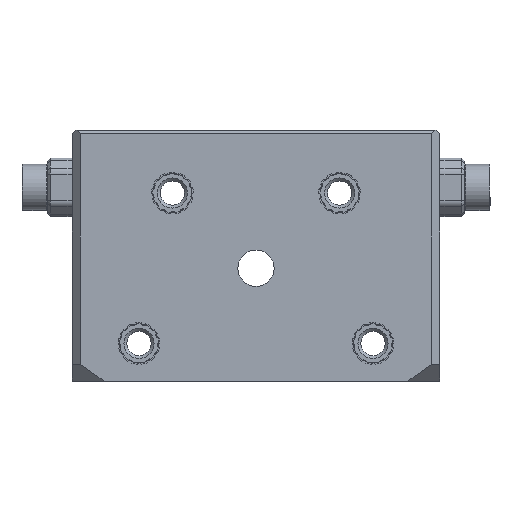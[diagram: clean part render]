
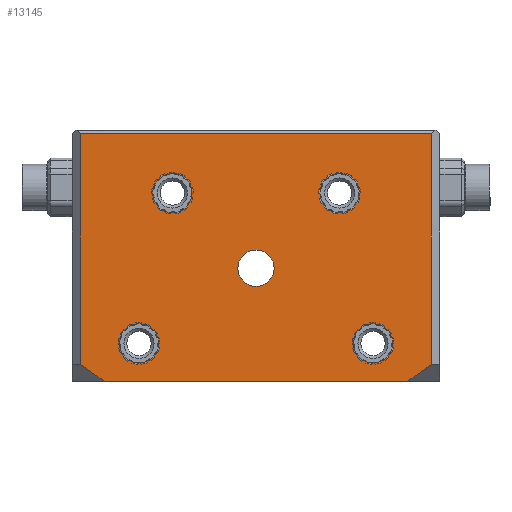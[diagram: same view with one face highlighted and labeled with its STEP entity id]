
A CAD part, top view. The second image highlights one B-rep face of the part: STEP entity #13145.
In plain terms, the highlighted face is planar.
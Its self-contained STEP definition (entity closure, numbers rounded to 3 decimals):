
#872=FACE_BOUND('',#2701,.T.);
#873=FACE_BOUND('',#2702,.T.);
#874=FACE_BOUND('',#2703,.T.);
#875=FACE_BOUND('',#2704,.T.);
#876=FACE_BOUND('',#2705,.T.);
#1177=PLANE('',#13986);
#1894=FACE_OUTER_BOUND('',#2700,.T.);
#2700=EDGE_LOOP('',(#11707,#11708,#11709,#11710,#11711,#11712));
#2701=EDGE_LOOP('',(#11713));
#2702=EDGE_LOOP('',(#11714));
#2703=EDGE_LOOP('',(#11715));
#2704=EDGE_LOOP('',(#11716));
#2705=EDGE_LOOP('',(#11717));
#3495=LINE('',#23297,#4683);
#3499=LINE('',#23305,#4687);
#3855=LINE('',#24110,#5043);
#3857=LINE('',#24114,#5045);
#3862=LINE('',#24122,#5050);
#3863=LINE('',#24123,#5051);
#4683=VECTOR('',#15544,10.);
#4687=VECTOR('',#15550,10.);
#5043=VECTOR('',#16486,10.);
#5045=VECTOR('',#16490,10.);
#5050=VECTOR('',#16497,10.);
#5051=VECTOR('',#16498,10.);
#5408=CIRCLE('',#13937,2.35);
#5411=CIRCLE('',#13942,2.35);
#5414=CIRCLE('',#13947,2.35);
#5417=CIRCLE('',#13952,2.35);
#5432=CIRCLE('',#13987,2.175);
#6419=VERTEX_POINT('',#23293);
#6420=VERTEX_POINT('',#23295);
#6423=VERTEX_POINT('',#23303);
#6557=VERTEX_POINT('',#24019);
#6560=VERTEX_POINT('',#24028);
#6563=VERTEX_POINT('',#24037);
#6566=VERTEX_POINT('',#24046);
#6581=VERTEX_POINT('',#24107);
#6582=VERTEX_POINT('',#24109);
#6583=VERTEX_POINT('',#24113);
#6586=VERTEX_POINT('',#24124);
#7923=EDGE_CURVE('',#6420,#6419,#3495,.T.);
#7927=EDGE_CURVE('',#6423,#6420,#3499,.T.);
#8288=EDGE_CURVE('',#6557,#6557,#5408,.T.);
#8292=EDGE_CURVE('',#6560,#6560,#5411,.T.);
#8296=EDGE_CURVE('',#6563,#6563,#5414,.T.);
#8300=EDGE_CURVE('',#6566,#6566,#5417,.T.);
#8329=EDGE_CURVE('',#6581,#6582,#3855,.T.);
#8331=EDGE_CURVE('',#6582,#6583,#3857,.T.);
#8336=EDGE_CURVE('',#6583,#6423,#3862,.T.);
#8337=EDGE_CURVE('',#6419,#6581,#3863,.T.);
#8338=EDGE_CURVE('',#6586,#6586,#5432,.T.);
#11707=ORIENTED_EDGE('',*,*,#7923,.F.);
#11708=ORIENTED_EDGE('',*,*,#7927,.F.);
#11709=ORIENTED_EDGE('',*,*,#8336,.F.);
#11710=ORIENTED_EDGE('',*,*,#8331,.F.);
#11711=ORIENTED_EDGE('',*,*,#8329,.F.);
#11712=ORIENTED_EDGE('',*,*,#8337,.F.);
#11713=ORIENTED_EDGE('',*,*,#8288,.T.);
#11714=ORIENTED_EDGE('',*,*,#8292,.T.);
#11715=ORIENTED_EDGE('',*,*,#8296,.T.);
#11716=ORIENTED_EDGE('',*,*,#8300,.T.);
#11717=ORIENTED_EDGE('',*,*,#8338,.T.);
#13145=ADVANCED_FACE('',(#1894,#872,#873,#874,#875,#876),#1177,.T.);
#13937=AXIS2_PLACEMENT_3D('',#24020,#16373,#16374);
#13942=AXIS2_PLACEMENT_3D('',#24029,#16384,#16385);
#13947=AXIS2_PLACEMENT_3D('',#24038,#16395,#16396);
#13952=AXIS2_PLACEMENT_3D('',#24047,#16406,#16407);
#13986=AXIS2_PLACEMENT_3D('',#24121,#16495,#16496);
#13987=AXIS2_PLACEMENT_3D('',#24125,#16499,#16500);
#15544=DIRECTION('',(1.,0.,0.));
#15550=DIRECTION('',(0.,0.,-1.));
#16373=DIRECTION('center_axis',(0.,-1.,0.));
#16374=DIRECTION('ref_axis',(-1.,0.,0.));
#16384=DIRECTION('center_axis',(0.,-1.,0.));
#16385=DIRECTION('ref_axis',(-1.,0.,0.));
#16395=DIRECTION('center_axis',(0.,-1.,0.));
#16396=DIRECTION('ref_axis',(-1.,0.,0.));
#16406=DIRECTION('center_axis',(0.,-1.,0.));
#16407=DIRECTION('ref_axis',(-1.,0.,0.));
#16486=DIRECTION('',(-0.816,0.,0.577));
#16490=DIRECTION('',(-1.,0.,0.));
#16495=DIRECTION('center_axis',(0.,1.,0.));
#16496=DIRECTION('ref_axis',(-1.,0.,0.));
#16497=DIRECTION('',(-0.816,0.,-0.577));
#16498=DIRECTION('',(0.,0.,1.));
#16499=DIRECTION('center_axis',(0.,-1.,0.));
#16500=DIRECTION('ref_axis',(-1.,0.,0.));
#23293=CARTESIAN_POINT('',(30.428,52.184,-116.181));
#23295=CARTESIAN_POINT('',(-11.572,52.184,-116.181));
#23297=CARTESIAN_POINT('',(20.428,52.184,-116.181));
#23303=CARTESIAN_POINT('',(-11.572,52.184,-88.581));
#23305=CARTESIAN_POINT('',(-11.572,52.184,-116.581));
#24019=CARTESIAN_POINT('',(-2.222,52.184,-91.081));
#24020=CARTESIAN_POINT('Origin',(-4.572,52.184,-91.081));
#24028=CARTESIAN_POINT('',(21.778,52.184,-109.081));
#24029=CARTESIAN_POINT('Origin',(19.428,52.184,-109.081));
#24037=CARTESIAN_POINT('',(1.778,52.184,-109.081));
#24038=CARTESIAN_POINT('Origin',(-0.572,52.184,-109.081));
#24046=CARTESIAN_POINT('',(25.778,52.184,-91.081));
#24047=CARTESIAN_POINT('Origin',(23.428,52.184,-91.081));
#24107=CARTESIAN_POINT('',(30.428,52.184,-88.581));
#24109=CARTESIAN_POINT('',(27.6,52.184,-86.581));
#24110=CARTESIAN_POINT('',(37.49,52.184,-93.574));
#24113=CARTESIAN_POINT('',(-8.743,52.184,-86.581));
#24114=CARTESIAN_POINT('',(31.428,52.184,-86.581));
#24121=CARTESIAN_POINT('Origin',(31.428,52.184,-116.581));
#24122=CARTESIAN_POINT('',(-0.3,52.184,-80.611));
#24123=CARTESIAN_POINT('',(30.428,52.184,-116.581));
#24124=CARTESIAN_POINT('',(11.603,52.184,-100.081));
#24125=CARTESIAN_POINT('Origin',(9.428,52.184,-100.081));
